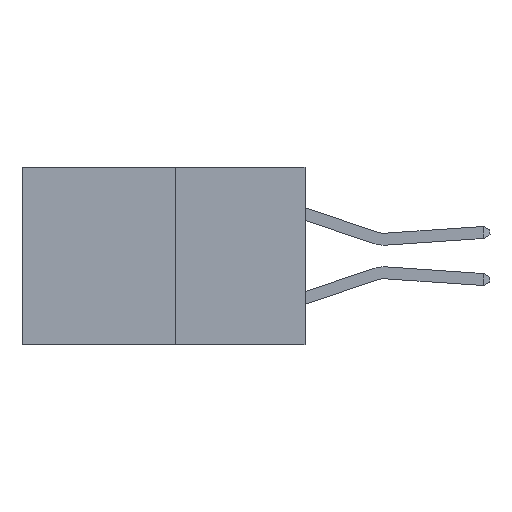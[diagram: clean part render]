
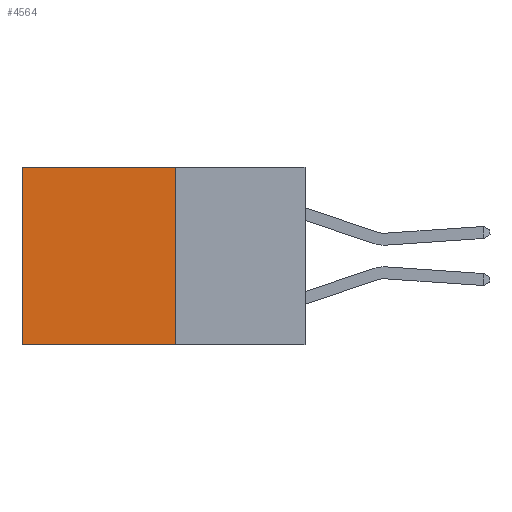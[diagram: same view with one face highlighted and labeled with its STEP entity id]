
A CAD part, left-side view. The second image highlights one B-rep face of the part: STEP entity #4564.
In plain terms, the highlighted planar face has unit normal (-1, 0, 0).
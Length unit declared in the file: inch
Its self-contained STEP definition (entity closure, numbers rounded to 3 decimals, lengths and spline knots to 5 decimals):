
#81 = VERTEX_POINT ( 'NONE', #6882 ) ;
#108 = EDGE_CURVE ( 'NONE', #81, #3951, #4286, .T. ) ;
#349 = CARTESIAN_POINT ( 'NONE',  ( 0.277, 0.27, -0.37 ) ) ;
#493 = CARTESIAN_POINT ( 'NONE',  ( 0.277, 0.27, 0. ) ) ;
#541 = EDGE_CURVE ( 'NONE', #4204, #81, #5138, .T. ) ;
#852 = PLANE ( 'NONE',  #5234 ) ;
#1053 = DIRECTION ( 'NONE',  ( 0., 0., -1. ) ) ;
#1371 = CARTESIAN_POINT ( 'NONE',  ( 0.277, 0.27, -0.37 ) ) ;
#1482 = ORIENTED_EDGE ( 'NONE', *, *, #3863, .T. ) ;
#1867 = CARTESIAN_POINT ( 'NONE',  ( 0.277, 0.59, -0.37 ) ) ;
#1870 = DIRECTION ( 'NONE',  ( 0., 1., 0. ) ) ;
#2095 = DIRECTION ( 'NONE',  ( 0., 0., -1. ) ) ;
#2252 = DIRECTION ( 'NONE',  ( 0., 1., 0. ) ) ;
#2727 = ORIENTED_EDGE ( 'NONE', *, *, #5851, .T. ) ;
#3075 = LINE ( 'NONE', #1867, #6867 ) ;
#3124 = VECTOR ( 'NONE', #4146, 39.37008 ) ;
#3436 = LINE ( 'NONE', #493, #8540 ) ;
#3863 = EDGE_CURVE ( 'NONE', #4204, #4450, #3436, .T. ) ;
#3951 = VERTEX_POINT ( 'NONE', #7129 ) ;
#4146 = DIRECTION ( 'NONE',  ( 0., 0., -1. ) ) ;
#4193 = EDGE_LOOP ( 'NONE', ( #2727, #8471, #8734, #1482 ) ) ;
#4204 = VERTEX_POINT ( 'NONE', #4825 ) ;
#4286 = LINE ( 'NONE', #1371, #7915 ) ;
#4450 = VERTEX_POINT ( 'NONE', #5613 ) ;
#4456 = FACE_OUTER_BOUND ( 'NONE', #4193, .T. ) ;
#4564 = ADVANCED_FACE ( 'NONE', ( #4456 ), #852, .F. ) ;
#4825 = CARTESIAN_POINT ( 'NONE',  ( 0.277, 0.27, 0. ) ) ;
#5138 = LINE ( 'NONE', #349, #3124 ) ;
#5234 = AXIS2_PLACEMENT_3D ( 'NONE', #8986, #8048, #2095 ) ;
#5613 = CARTESIAN_POINT ( 'NONE',  ( 0.277, 0.59, 0. ) ) ;
#5851 = EDGE_CURVE ( 'NONE', #4450, #3951, #3075, .T. ) ;
#6867 = VECTOR ( 'NONE', #1053, 39.37008 ) ;
#6882 = CARTESIAN_POINT ( 'NONE',  ( 0.277, 0.27, -0.37 ) ) ;
#7129 = CARTESIAN_POINT ( 'NONE',  ( 0.277, 0.59, -0.37 ) ) ;
#7915 = VECTOR ( 'NONE', #2252, 39.37008 ) ;
#8048 = DIRECTION ( 'NONE',  ( 1., 0., 0. ) ) ;
#8471 = ORIENTED_EDGE ( 'NONE', *, *, #108, .F. ) ;
#8540 = VECTOR ( 'NONE', #1870, 39.37008 ) ;
#8734 = ORIENTED_EDGE ( 'NONE', *, *, #541, .F. ) ;
#8986 = CARTESIAN_POINT ( 'NONE',  ( 0.277, 0.27, -0.37 ) ) ;
